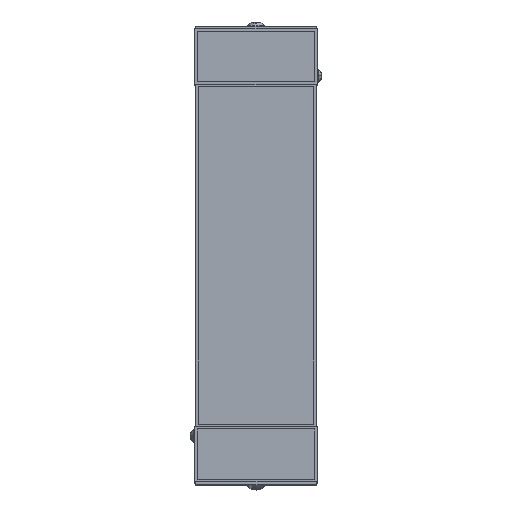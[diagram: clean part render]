
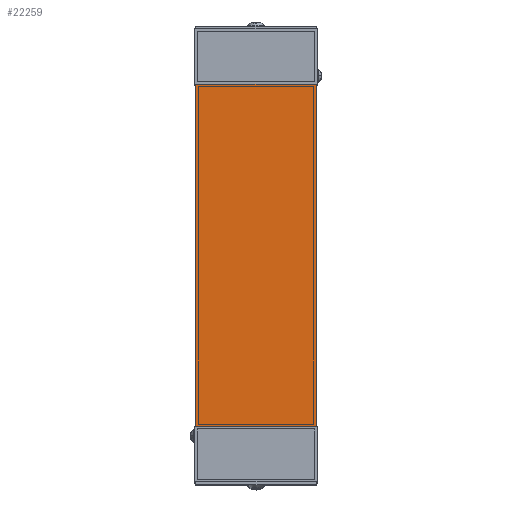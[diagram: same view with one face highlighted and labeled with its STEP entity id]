
A CAD part, top view. The second image highlights one B-rep face of the part: STEP entity #22259.
In plain terms, the highlighted planar face has unit normal (0, 0, 1).
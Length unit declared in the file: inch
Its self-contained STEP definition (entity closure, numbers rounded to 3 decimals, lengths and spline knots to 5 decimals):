
#4353 = VERTEX_POINT ( 'NONE', #39778 ) ;
#4557 = EDGE_CURVE ( 'NONE', #4353, #16676, #30167, .T. ) ;
#5074 = LINE ( 'NONE', #22313, #36548 ) ;
#6433 = ORIENTED_EDGE ( 'NONE', *, *, #4557, .F. ) ;
#6839 = VERTEX_POINT ( 'NONE', #15610 ) ;
#7248 = EDGE_CURVE ( 'NONE', #41563, #4353, #5074, .T. ) ;
#9543 = FACE_OUTER_BOUND ( 'NONE', #20203, .T. ) ;
#10665 = CARTESIAN_POINT ( 'NONE',  ( 0., 3.44268, 11.77165 ) ) ;
#13081 = DIRECTION ( 'NONE',  ( 0., 1., 0. ) ) ;
#13659 = PLANE ( 'NONE',  #26403 ) ;
#14191 = ORIENTED_EDGE ( 'NONE', *, *, #31796, .F. ) ;
#15610 = CARTESIAN_POINT ( 'NONE',  ( -1.92913, 3.44268, 11.77165 ) ) ;
#16676 = VERTEX_POINT ( 'NONE', #20004 ) ;
#18157 = CARTESIAN_POINT ( 'NONE',  ( -1.92913, 14.42694, 11.77165 ) ) ;
#20004 = CARTESIAN_POINT ( 'NONE',  ( 1.92913, 3.44268, 11.77165 ) ) ;
#20177 = ORIENTED_EDGE ( 'NONE', *, *, #26932, .F. ) ;
#20184 = DIRECTION ( 'NONE',  ( -1., 0., 0. ) ) ;
#20203 = EDGE_LOOP ( 'NONE', ( #14191, #6433, #21646, #20177 ) ) ;
#21646 = ORIENTED_EDGE ( 'NONE', *, *, #7248, .F. ) ;
#21684 = DIRECTION ( 'NONE',  ( 1., 0., 0. ) ) ;
#22259 = ADVANCED_FACE ( 'NONE', ( #9543 ), #13659, .F. ) ;
#22313 = CARTESIAN_POINT ( 'NONE',  ( 0., 14.42694, 11.77165 ) ) ;
#22337 = CARTESIAN_POINT ( 'NONE',  ( -1.92913, 8.93481, 11.77165 ) ) ;
#23921 = DIRECTION ( 'NONE',  ( 0., -1., 0. ) ) ;
#26403 = AXIS2_PLACEMENT_3D ( 'NONE', #40795, #26994, #40141 ) ;
#26642 = VECTOR ( 'NONE', #23921, 39.37008 ) ;
#26932 = EDGE_CURVE ( 'NONE', #6839, #41563, #42370, .T. ) ;
#26994 = DIRECTION ( 'NONE',  ( 0., 0., -1. ) ) ;
#30167 = LINE ( 'NONE', #30609, #26642 ) ;
#30609 = CARTESIAN_POINT ( 'NONE',  ( 1.92913, 8.93481, 11.77165 ) ) ;
#31796 = EDGE_CURVE ( 'NONE', #16676, #6839, #40200, .T. ) ;
#36548 = VECTOR ( 'NONE', #21684, 39.37008 ) ;
#36847 = VECTOR ( 'NONE', #13081, 39.37008 ) ;
#39778 = CARTESIAN_POINT ( 'NONE',  ( 1.92913, 14.42694, 11.77165 ) ) ;
#40141 = DIRECTION ( 'NONE',  ( -1., 0., 0. ) ) ;
#40200 = LINE ( 'NONE', #10665, #40679 ) ;
#40679 = VECTOR ( 'NONE', #20184, 39.37008 ) ;
#40795 = CARTESIAN_POINT ( 'NONE',  ( 0., 8.93481, 11.77165 ) ) ;
#41563 = VERTEX_POINT ( 'NONE', #18157 ) ;
#42370 = LINE ( 'NONE', #22337, #36847 ) ;
